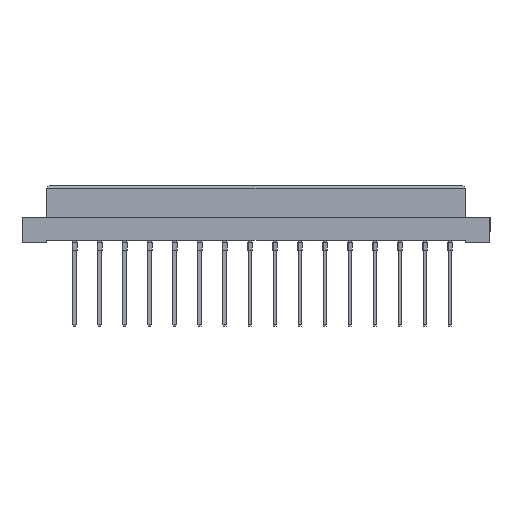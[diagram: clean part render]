
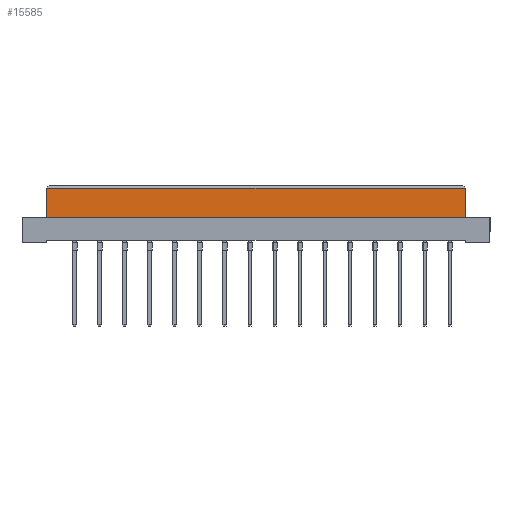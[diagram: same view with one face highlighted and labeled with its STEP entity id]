
A CAD part, top view. The second image highlights one B-rep face of the part: STEP entity #15585.
In plain terms, the highlighted planar face has unit normal (0, 0, 1).
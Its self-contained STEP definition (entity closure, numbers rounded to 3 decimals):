
#3 = VECTOR ( 'NONE', #25011, 1000. ) ;
#144 = CARTESIAN_POINT ( 'NONE',  ( -42.5, -6.4, 4.25 ) ) ;
#246 = VECTOR ( 'NONE', #11250, 1000. ) ;
#422 = CARTESIAN_POINT ( 'NONE',  ( 42.5, -6.4, 4.25 ) ) ;
#3870 = CARTESIAN_POINT ( 'NONE',  ( 42.5, -0.5, 4.25 ) ) ;
#5216 = CARTESIAN_POINT ( 'NONE',  ( 42.5, -6.4, 4.25 ) ) ;
#5784 = DIRECTION ( 'NONE',  ( 1., 0., 0. ) ) ;
#6616 = ORIENTED_EDGE ( 'NONE', *, *, #24116, .T. ) ;
#6882 = CARTESIAN_POINT ( 'NONE',  ( 42.5, -6.4, 4.25 ) ) ;
#7077 = VECTOR ( 'NONE', #5784, 1000. ) ;
#7337 = DIRECTION ( 'NONE',  ( 1., 0., 0. ) ) ;
#7699 = LINE ( 'NONE', #37035, #3 ) ;
#11007 = CARTESIAN_POINT ( 'NONE',  ( 42.5, -6.4, 4.25 ) ) ;
#11250 = DIRECTION ( 'NONE',  ( -1., 0., 0. ) ) ;
#12304 = ORIENTED_EDGE ( 'NONE', *, *, #38096, .T. ) ;
#13811 = VERTEX_POINT ( 'NONE', #3870 ) ;
#14123 = ORIENTED_EDGE ( 'NONE', *, *, #29677, .F. ) ;
#15389 = DIRECTION ( 'NONE',  ( 0., 1., 0. ) ) ;
#15585 = ADVANCED_FACE ( 'NONE', ( #37055 ), #37233, .T. ) ;
#16395 = CARTESIAN_POINT ( 'NONE',  ( -42.5, -0.5, 4.25 ) ) ;
#18510 = LINE ( 'NONE', #422, #20003 ) ;
#20003 = VECTOR ( 'NONE', #15389, 1000. ) ;
#20024 = CARTESIAN_POINT ( 'NONE',  ( -42.5, -0.5, 4.25 ) ) ;
#20591 = LINE ( 'NONE', #20024, #246 ) ;
#20963 = EDGE_CURVE ( 'NONE', #13811, #35976, #20591, .T. ) ;
#24116 = EDGE_CURVE ( 'NONE', #31234, #13811, #18510, .T. ) ;
#24365 = AXIS2_PLACEMENT_3D ( 'NONE', #11007, #33953, #7337 ) ;
#25011 = DIRECTION ( 'NONE',  ( 0., 1., 0. ) ) ;
#25801 = ORIENTED_EDGE ( 'NONE', *, *, #20963, .T. ) ;
#25883 = VERTEX_POINT ( 'NONE', #144 ) ;
#26597 = LINE ( 'NONE', #5216, #7077 ) ;
#29677 = EDGE_CURVE ( 'NONE', #25883, #35976, #7699, .T. ) ;
#31234 = VERTEX_POINT ( 'NONE', #6882 ) ;
#33336 = EDGE_LOOP ( 'NONE', ( #6616, #25801, #14123, #12304 ) ) ;
#33953 = DIRECTION ( 'NONE',  ( 0., 0., 1. ) ) ;
#35976 = VERTEX_POINT ( 'NONE', #16395 ) ;
#37035 = CARTESIAN_POINT ( 'NONE',  ( -42.5, -6.4, 4.25 ) ) ;
#37055 = FACE_OUTER_BOUND ( 'NONE', #33336, .T. ) ;
#37233 = PLANE ( 'NONE',  #24365 ) ;
#38096 = EDGE_CURVE ( 'NONE', #25883, #31234, #26597, .T. ) ;
